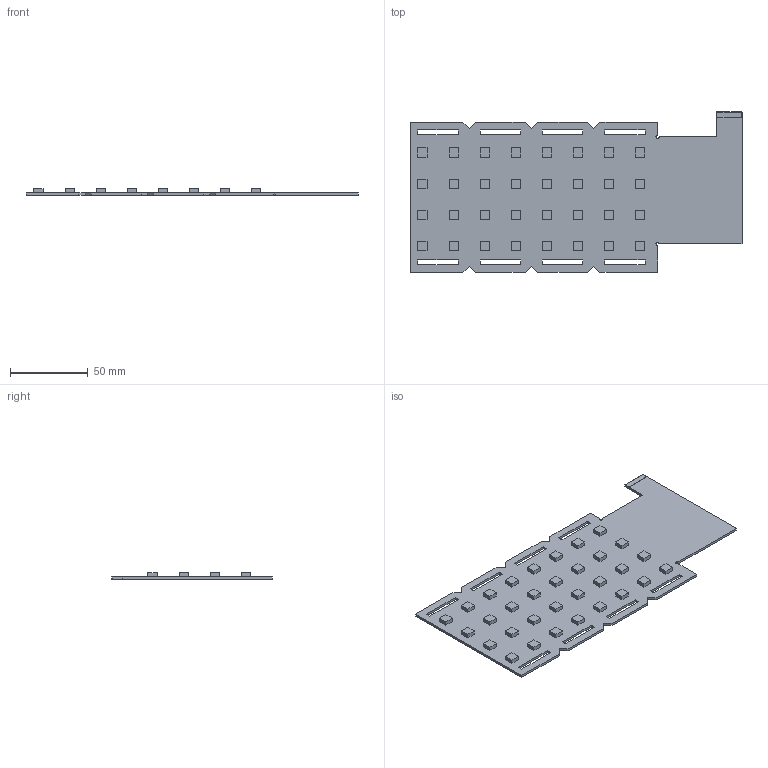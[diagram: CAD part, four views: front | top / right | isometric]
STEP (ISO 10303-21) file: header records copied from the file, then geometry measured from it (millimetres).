
FILE_DESCRIPTION(/* description */ (''),/* implementation_level */ '2;1');
FILE_NAME(/* name */ 'a634b2c5-cf6c-4f66-bb80-9510844f62a2.stp',/* time_stamp */ '2021-06-11T13:21:25+00:00',/* author */ (''),/* organization */ (''),/* preprocessor_version */ 'ST-DEVELOPER v18.1',/* originating_system */ 'Autodesk Translation Framework v10.9.0.1377',/* authorisation */ '');
FILE_SCHEMA (('AUTOMOTIVE_DESIGN { 1 0 10303 214 3 1 1 }'));
Length unit declared in the file: millimetre
Products named in the file (5): a634b2c5-cf6c-4f66-bb80-9510844f62a2; PCB Component; Board; FLEX32PIN; MOUNT-PAD-ROUND3.2
Assembly tree (35 placements, depth 3):
  a634b2c5-cf6c-4f66-bb80-9510844f62a2
    PCB Component
      Board
      FLEX32PIN
      MOUNT-PAD-ROUND3.2  x32
Bounding box: 213.25 x 103.25 x 4.16 mm (x, y, z)
Volume: 31657.9 mm3; surface area: 43252.3 mm2
Topology: 34 solids, 34 shells, 296 faces, 684 edges, 456 vertices
Faces by surface type: plane 260, cylinder 36
Full cylindrical faces by diameter (mm): 3.2 x32
Entity records: 4166 total; most frequent: DIRECTION 684, CARTESIAN_POINT 670, ORIENTED_EDGE 624, EDGE_CURVE 312, LINE 240, VECTOR 240, AXIS2_PLACEMENT_3D 222, VERTEX_POINT 208
